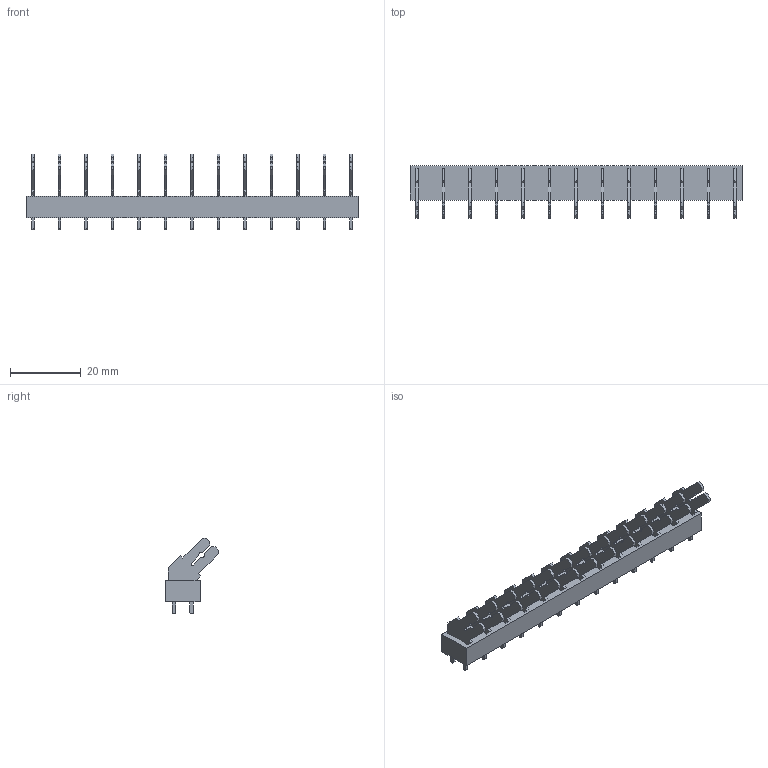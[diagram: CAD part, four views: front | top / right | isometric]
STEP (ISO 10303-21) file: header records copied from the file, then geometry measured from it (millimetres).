
FILE_DESCRIPTION(('CATIA V5 STEP Exchange','CAx-IF Rec.Pracs.--- Model Styling and Organization---1.2---2011-12-15'),'2;1');
FILE_NAME ('D1464986_0_9512080000_9512080000.stp','2018-08-31T16:05:56+00:00',('none'),('Weidmueller'),'CATIA Version 5-6 Release 2014','CATIA V5 STEP AP214','none');
FILE_SCHEMA(('AUTOMOTIVE_DESIGN { 1 0 10303 214 1 1 1 1 }'));
Length unit declared in the file: millimetre
Products named in the file (1): 9512080000
Bounding box: 94 x 15.01 x 21.5 mm (x, y, z)
Volume: 6511.2 mm3; surface area: 7381 mm2
Topology: 14 solids, 14 shells, 526 faces, 1494 edges, 996 vertices
Faces by surface type: plane 461, cylinder 65
Entity records: 14658 total; most frequent: ORIENTED_EDGE 2988, CARTESIAN_POINT 2581, DIRECTION 1674, EDGE_CURVE 1494, VECTOR 1364, LINE 1364, VERTEX_POINT 996, EDGE_LOOP 578
